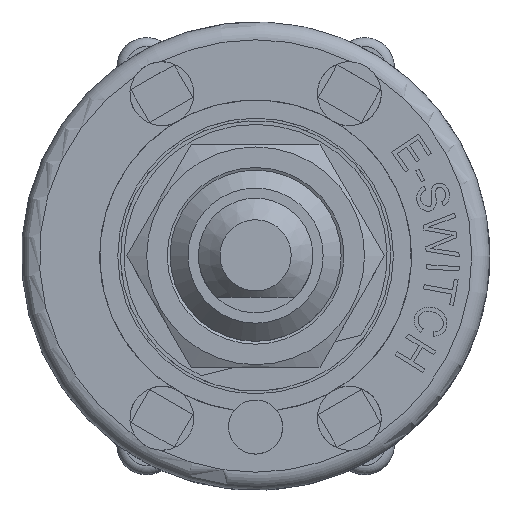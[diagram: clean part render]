
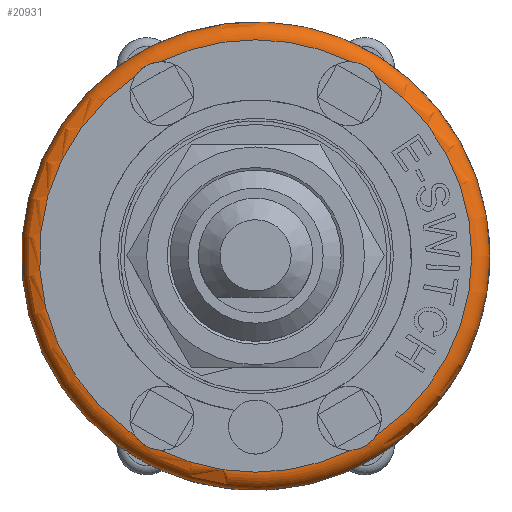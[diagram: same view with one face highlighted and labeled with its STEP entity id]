
A CAD part, top view. The second image highlights one B-rep face of the part: STEP entity #20931.
In plain terms, the highlighted toroidal (fillet/blend) face has major radius 12 mm and minor radius 1 mm.
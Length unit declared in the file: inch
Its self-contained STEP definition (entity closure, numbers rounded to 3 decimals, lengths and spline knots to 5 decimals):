
#20281=CARTESIAN_POINT('',(0.51181,0.0,0.37402));
#20282=VERTEX_POINT('',#20281);
#20283=CARTESIAN_POINT('',(0.0,0.0,0.37402));
#20284=DIRECTION('',(0.0,0.0,1.0));
#20285=DIRECTION('',(-1.0,0.0,0.0));
#20286=AXIS2_PLACEMENT_3D('',#20283,#20284,#20285);
#20287=CIRCLE('',#20286,0.51181);
#20288=EDGE_CURVE('',#20282,#20282,#20287,.T.);
#20531=CARTESIAN_POINT('',(-0.26379,0.39194,0.41339));
#20532=VERTEX_POINT('',#20531);
#20541=CARTESIAN_POINT('',(-0.20753,0.42442,0.41339));
#20542=VERTEX_POINT('',#20541);
#20550=CARTESIAN_POINT('',(-0.26379,0.39194,0.41339));
#20551=CARTESIAN_POINT('',(-0.26063,0.39693,0.41339));
#20552=CARTESIAN_POINT('',(-0.25684,0.40153,0.41318));
#20553=CARTESIAN_POINT('',(-0.25019,0.40776,0.41294));
#20554=CARTESIAN_POINT('',(-0.24774,0.40975,0.41287));
#20555=CARTESIAN_POINT('',(-0.24411,0.41233,0.41281));
#20556=CARTESIAN_POINT('',(-0.24303,0.41306,0.41279));
#20557=CARTESIAN_POINT('',(-0.24115,0.41424,0.41278));
#20558=CARTESIAN_POINT('',(-0.24035,0.41472,0.41278));
#20559=CARTESIAN_POINT('',(-0.23874,0.41565,0.41278));
#20560=CARTESIAN_POINT('',(-0.23791,0.4161,0.41278));
#20561=CARTESIAN_POINT('',(-0.23586,0.41717,0.4128));
#20562=CARTESIAN_POINT('',(-0.23462,0.41777,0.41281));
#20563=CARTESIAN_POINT('',(-0.23029,0.41972,0.41288));
#20564=CARTESIAN_POINT('',(-0.22713,0.42087,0.41296));
#20565=CARTESIAN_POINT('',(-0.2184,0.42336,0.41321));
#20566=CARTESIAN_POINT('',(-0.2129,0.4242,0.41339));
#20567=CARTESIAN_POINT('',(-0.20753,0.42442,0.41339));
#20568=B_SPLINE_CURVE_WITH_KNOTS('',3,(#20550,#20551,#20552,#20553,#20554,#20555,#20556,#20557,#20558,#20559,#20560,#20561,#20562,#20563,#20564,#20565,#20566,#20567),.UNSPECIFIED.,.F.,.U.,(4,2,2,2,2,2,2,2,4),(-0.30321,-0.28459,-0.27477,-0.27072,-0.26786,-0.26495,-0.2607,-0.25033,-0.23279),.UNSPECIFIED.);
#20569=EDGE_CURVE('',#20532,#20542,#20568,.T.);
#20605=CARTESIAN_POINT('',(-0.26379,-0.39194,0.41339));
#20606=VERTEX_POINT('',#20605);
#20616=CARTESIAN_POINT('',(-0.20753,-0.42442,0.41339));
#20617=VERTEX_POINT('',#20616);
#20618=CARTESIAN_POINT('',(-0.20753,-0.42442,0.41339));
#20619=CARTESIAN_POINT('',(-0.21344,-0.42418,0.41339));
#20620=CARTESIAN_POINT('',(-0.21932,-0.42319,0.41318));
#20621=CARTESIAN_POINT('',(-0.22803,-0.42055,0.41294));
#20622=CARTESIAN_POINT('',(-0.23098,-0.41943,0.41287));
#20623=CARTESIAN_POINT('',(-0.23503,-0.41757,0.41281));
#20624=CARTESIAN_POINT('',(-0.2362,-0.417,0.41279));
#20625=CARTESIAN_POINT('',(-0.23817,-0.41596,0.41278));
#20626=CARTESIAN_POINT('',(-0.23898,-0.41551,0.41278));
#20627=CARTESIAN_POINT('',(-0.24059,-0.41458,0.41278));
#20628=CARTESIAN_POINT('',(-0.2414,-0.41409,0.41278));
#20629=CARTESIAN_POINT('',(-0.24335,-0.41285,0.4128));
#20630=CARTESIAN_POINT('',(-0.24449,-0.41207,0.41281));
#20631=CARTESIAN_POINT('',(-0.24834,-0.4093,0.41288));
#20632=CARTESIAN_POINT('',(-0.25092,-0.40713,0.41296));
#20633=CARTESIAN_POINT('',(-0.25744,-0.40082,0.41321));
#20634=CARTESIAN_POINT('',(-0.26092,-0.39648,0.41339));
#20635=CARTESIAN_POINT('',(-0.26379,-0.39194,0.41339));
#20636=B_SPLINE_CURVE_WITH_KNOTS('',3,(#20618,#20619,#20620,#20621,#20622,#20623,#20624,#20625,#20626,#20627,#20628,#20629,#20630,#20631,#20632,#20633,#20634,#20635),.UNSPECIFIED.,.F.,.U.,(4,2,2,2,2,2,2,2,4),(-0.30321,-0.28459,-0.27477,-0.27072,-0.26786,-0.26495,-0.2607,-0.25033,-0.23279),.UNSPECIFIED.);
#20637=EDGE_CURVE('',#20617,#20606,#20636,.T.);
#20705=CARTESIAN_POINT('',(0.20753,-0.42442,0.41339));
#20706=VERTEX_POINT('',#20705);
#20716=CARTESIAN_POINT('',(0.26379,-0.39194,0.41339));
#20717=VERTEX_POINT('',#20716);
#20718=CARTESIAN_POINT('',(0.26379,-0.39194,0.41339));
#20719=CARTESIAN_POINT('',(0.26063,-0.39693,0.41339));
#20720=CARTESIAN_POINT('',(0.25684,-0.40153,0.41318));
#20721=CARTESIAN_POINT('',(0.25019,-0.40776,0.41294));
#20722=CARTESIAN_POINT('',(0.24774,-0.40975,0.41287));
#20723=CARTESIAN_POINT('',(0.24411,-0.41233,0.41281));
#20724=CARTESIAN_POINT('',(0.24303,-0.41306,0.41279));
#20725=CARTESIAN_POINT('',(0.24115,-0.41424,0.41278));
#20726=CARTESIAN_POINT('',(0.24035,-0.41472,0.41278));
#20727=CARTESIAN_POINT('',(0.23874,-0.41565,0.41278));
#20728=CARTESIAN_POINT('',(0.23791,-0.4161,0.41278));
#20729=CARTESIAN_POINT('',(0.23586,-0.41717,0.4128));
#20730=CARTESIAN_POINT('',(0.23462,-0.41777,0.41281));
#20731=CARTESIAN_POINT('',(0.23029,-0.41972,0.41288));
#20732=CARTESIAN_POINT('',(0.22713,-0.42087,0.41296));
#20733=CARTESIAN_POINT('',(0.2184,-0.42336,0.41321));
#20734=CARTESIAN_POINT('',(0.2129,-0.4242,0.41339));
#20735=CARTESIAN_POINT('',(0.20753,-0.42442,0.41339));
#20736=B_SPLINE_CURVE_WITH_KNOTS('',3,(#20718,#20719,#20720,#20721,#20722,#20723,#20724,#20725,#20726,#20727,#20728,#20729,#20730,#20731,#20732,#20733,#20734,#20735),.UNSPECIFIED.,.F.,.U.,(4,2,2,2,2,2,2,2,4),(-0.30321,-0.28459,-0.27477,-0.27072,-0.26786,-0.26495,-0.2607,-0.25033,-0.23279),.UNSPECIFIED.);
#20737=EDGE_CURVE('',#20717,#20706,#20736,.T.);
#20831=CARTESIAN_POINT('',(0.20753,0.42442,0.41339));
#20832=VERTEX_POINT('',#20831);
#20841=CARTESIAN_POINT('',(0.26379,0.39194,0.41339));
#20842=VERTEX_POINT('',#20841);
#20850=CARTESIAN_POINT('',(0.20753,0.42442,0.41339));
#20851=CARTESIAN_POINT('',(0.21344,0.42418,0.41339));
#20852=CARTESIAN_POINT('',(0.21932,0.42319,0.41318));
#20853=CARTESIAN_POINT('',(0.22803,0.42055,0.41294));
#20854=CARTESIAN_POINT('',(0.23098,0.41943,0.41287));
#20855=CARTESIAN_POINT('',(0.23503,0.41757,0.41281));
#20856=CARTESIAN_POINT('',(0.2362,0.417,0.41279));
#20857=CARTESIAN_POINT('',(0.23817,0.41596,0.41278));
#20858=CARTESIAN_POINT('',(0.23898,0.41551,0.41278));
#20859=CARTESIAN_POINT('',(0.24059,0.41458,0.41278));
#20860=CARTESIAN_POINT('',(0.2414,0.41409,0.41278));
#20861=CARTESIAN_POINT('',(0.24335,0.41285,0.4128));
#20862=CARTESIAN_POINT('',(0.24449,0.41207,0.41281));
#20863=CARTESIAN_POINT('',(0.24834,0.4093,0.41288));
#20864=CARTESIAN_POINT('',(0.25092,0.40713,0.41296));
#20865=CARTESIAN_POINT('',(0.25744,0.40082,0.41321));
#20866=CARTESIAN_POINT('',(0.26092,0.39648,0.41339));
#20867=CARTESIAN_POINT('',(0.26379,0.39194,0.41339));
#20868=B_SPLINE_CURVE_WITH_KNOTS('',3,(#20850,#20851,#20852,#20853,#20854,#20855,#20856,#20857,#20858,#20859,#20860,#20861,#20862,#20863,#20864,#20865,#20866,#20867),.UNSPECIFIED.,.F.,.U.,(4,2,2,2,2,2,2,2,4),(-0.30321,-0.28459,-0.27477,-0.27072,-0.26786,-0.26495,-0.2607,-0.25033,-0.23279),.UNSPECIFIED.);
#20869=EDGE_CURVE('',#20832,#20842,#20868,.T.);
#20889=CARTESIAN_POINT('',(0.0,0.0,0.37402));
#20890=DIRECTION('',(0.0,0.0,-1.0));
#20891=DIRECTION('',(-1.0,0.0,0.0));
#20892=AXIS2_PLACEMENT_3D('',#20889,#20890,#20891);
#20893=TOROIDAL_SURFACE('',#20892,0.47244,0.03937);
#20894=ORIENTED_EDGE('',*,*,#20288,.T.);
#20895=EDGE_LOOP('',(#20894));
#20896=FACE_OUTER_BOUND('',#20895,.T.);
#20897=CARTESIAN_POINT('',(0.0,0.0,0.41339));
#20898=DIRECTION('',(0.0,0.0,-1.0));
#20899=DIRECTION('',(-1.0,0.0,0.0));
#20900=AXIS2_PLACEMENT_3D('',#20897,#20898,#20899);
#20901=CIRCLE('',#20900,0.47244);
#20902=EDGE_CURVE('',#20606,#20532,#20901,.T.);
#20903=ORIENTED_EDGE('',*,*,#20902,.T.);
#20904=ORIENTED_EDGE('',*,*,#20569,.T.);
#20905=CARTESIAN_POINT('',(0.0,0.0,0.41339));
#20906=DIRECTION('',(0.0,0.0,-1.0));
#20907=DIRECTION('',(-1.0,0.0,0.0));
#20908=AXIS2_PLACEMENT_3D('',#20905,#20906,#20907);
#20909=CIRCLE('',#20908,0.47244);
#20910=EDGE_CURVE('',#20542,#20832,#20909,.T.);
#20911=ORIENTED_EDGE('',*,*,#20910,.T.);
#20912=ORIENTED_EDGE('',*,*,#20869,.T.);
#20913=CARTESIAN_POINT('',(0.0,0.0,0.41339));
#20914=DIRECTION('',(0.0,0.0,-1.0));
#20915=DIRECTION('',(-1.0,0.0,0.0));
#20916=AXIS2_PLACEMENT_3D('',#20913,#20914,#20915);
#20917=CIRCLE('',#20916,0.47244);
#20918=EDGE_CURVE('',#20842,#20717,#20917,.T.);
#20919=ORIENTED_EDGE('',*,*,#20918,.T.);
#20920=ORIENTED_EDGE('',*,*,#20737,.T.);
#20921=CARTESIAN_POINT('',(0.0,0.0,0.41339));
#20922=DIRECTION('',(0.0,0.0,-1.0));
#20923=DIRECTION('',(-1.0,0.0,0.0));
#20924=AXIS2_PLACEMENT_3D('',#20921,#20922,#20923);
#20925=CIRCLE('',#20924,0.47244);
#20926=EDGE_CURVE('',#20706,#20617,#20925,.T.);
#20927=ORIENTED_EDGE('',*,*,#20926,.T.);
#20928=ORIENTED_EDGE('',*,*,#20637,.T.);
#20929=EDGE_LOOP('',(#20903,#20904,#20911,#20912,#20919,#20920,#20927,#20928));
#20930=FACE_BOUND('',#20929,.T.);
#20931=ADVANCED_FACE('',(#20896,#20930),#20893,.T.);
